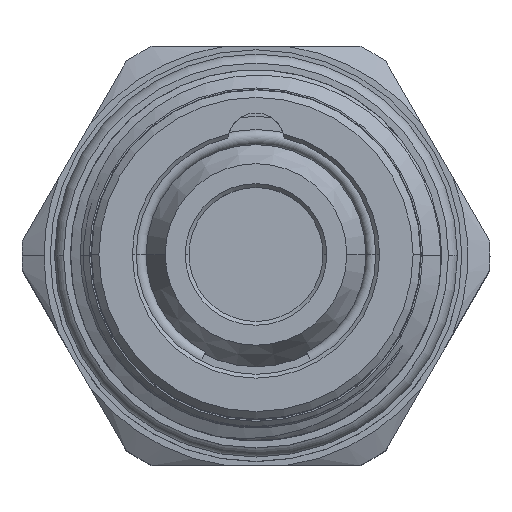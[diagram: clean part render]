
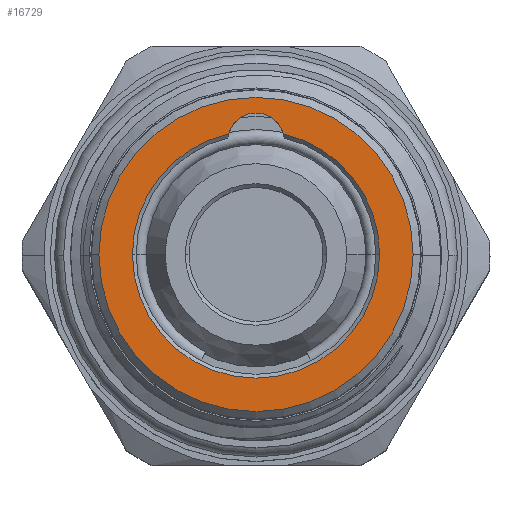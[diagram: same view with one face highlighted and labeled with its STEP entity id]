
A CAD part, top view. The second image highlights one B-rep face of the part: STEP entity #16729.
In plain terms, the highlighted planar face has unit normal (0, 0, 1).
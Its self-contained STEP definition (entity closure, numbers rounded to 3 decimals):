
#420 = CARTESIAN_POINT ( 'NONE',  ( 6.55, 0., 0. ) ) ;
#438 = CARTESIAN_POINT ( 'NONE',  ( -1.449, 6.388, 0. ) ) ;
#452 = CARTESIAN_POINT ( 'NONE',  ( 1.449, 6.388, 0. ) ) ;
#489 = CARTESIAN_POINT ( 'NONE',  ( 8.325, 0., 0. ) ) ;
#495 = CARTESIAN_POINT ( 'NONE',  ( -6.55, 0., 0. ) ) ;
#516 = CARTESIAN_POINT ( 'NONE',  ( -8.325, 0., 0. ) ) ;
#1097 = VERTEX_POINT ( 'NONE', #489 ) ;
#1259 = VERTEX_POINT ( 'NONE', #420 ) ;
#1336 = VERTEX_POINT ( 'NONE', #438 ) ;
#1454 = VERTEX_POINT ( 'NONE', #516 ) ;
#1471 = VERTEX_POINT ( 'NONE', #452 ) ;
#1505 = VERTEX_POINT ( 'NONE', #495 ) ;
#1889 = ORIENTED_EDGE ( 'NONE', *, *, #6385, .T. ) ;
#2045 = ORIENTED_EDGE ( 'NONE', *, *, #6318, .T. ) ;
#2263 = ORIENTED_EDGE ( 'NONE', *, *, #6473, .F. ) ;
#2270 = ORIENTED_EDGE ( 'NONE', *, *, #13874, .T. ) ;
#2278 = ORIENTED_EDGE ( 'NONE', *, *, #6474, .T. ) ;
#2283 = ORIENTED_EDGE ( 'NONE', *, *, #6406, .T. ) ;
#3133 = CARTESIAN_POINT ( 'NONE',  ( 0., 0., 0. ) ) ;
#3134 = DIRECTION ( 'NONE',  ( 0., 0., -1. ) ) ;
#3135 = DIRECTION ( 'NONE',  ( -1., 0., 0. ) ) ;
#3459 = CARTESIAN_POINT ( 'NONE',  ( 0., 0., 0. ) ) ;
#3460 = DIRECTION ( 'NONE',  ( 0., 0., -1. ) ) ;
#3462 = DIRECTION ( 'NONE',  ( -1., 0., 0. ) ) ;
#3487 = CARTESIAN_POINT ( 'NONE',  ( 0., 6., 0. ) ) ;
#3709 = CARTESIAN_POINT ( 'NONE',  ( 0., 0., 0. ) ) ;
#3754 = DIRECTION ( 'NONE',  ( 0., 0., 1. ) ) ;
#4049 = DIRECTION ( 'NONE',  ( 1., 0., 0. ) ) ;
#4185 = CARTESIAN_POINT ( 'NONE',  ( 0., 0., 0. ) ) ;
#4193 = DIRECTION ( 'NONE',  ( 0., 0., 1. ) ) ;
#4194 = DIRECTION ( 'NONE',  ( 1., 0., 0. ) ) ;
#4673 = CIRCLE ( 'NONE', #7605, 6.55 ) ;
#4718 = CARTESIAN_POINT ( 'NONE',  ( 0., 0., 0. ) ) ;
#4828 = DIRECTION ( 'NONE',  ( 0., 0., -1. ) ) ;
#4829 = DIRECTION ( 'NONE',  ( -1., 0., 0. ) ) ;
#5468 = EDGE_LOOP ( 'NONE', ( #2045, #2270, #2278, #2263 ) ) ;
#5793 = EDGE_LOOP ( 'NONE', ( #1889, #2283 ) ) ;
#6235 = DIRECTION ( 'NONE',  ( 1., 0., 0. ) ) ;
#6318 = EDGE_CURVE ( 'NONE', #1471, #1259, #4673, .T. ) ;
#6385 = EDGE_CURVE ( 'NONE', #1454, #1097, #10412, .T. ) ;
#6406 = EDGE_CURVE ( 'NONE', #1097, #1454, #10447, .T. ) ;
#6473 = EDGE_CURVE ( 'NONE', #1471, #1336, #10286, .T. ) ;
#6474 = EDGE_CURVE ( 'NONE', #1505, #1336, #10512, .T. ) ;
#7605 = AXIS2_PLACEMENT_3D ( 'NONE', #4718, #4828, #4829 ) ;
#9053 = CARTESIAN_POINT ( 'NONE',  ( 0., 0., 0. ) ) ;
#9054 = PLANE ( 'NONE',  #10200 ) ;
#9057 = DIRECTION ( 'NONE',  ( 0., 0., -1. ) ) ;
#9058 = DIRECTION ( 'NONE',  ( -1., 0., 0. ) ) ;
#10200 = AXIS2_PLACEMENT_3D ( 'NONE', #9053, #9057, #9058 ) ;
#10286 = CIRCLE ( 'NONE', #10844, 1.5 ) ;
#10412 = CIRCLE ( 'NONE', #10745, 8.325 ) ;
#10447 = CIRCLE ( 'NONE', #10779, 8.325 ) ;
#10512 = CIRCLE ( 'NONE', #10841, 6.55 ) ;
#10733 = AXIS2_PLACEMENT_3D ( 'NONE', #3133, #3134, #3135 ) ;
#10745 = AXIS2_PLACEMENT_3D ( 'NONE', #4185, #4193, #4194 ) ;
#10779 = AXIS2_PLACEMENT_3D ( 'NONE', #3709, #3754, #4049 ) ;
#10841 = AXIS2_PLACEMENT_3D ( 'NONE', #3459, #3460, #3462 ) ;
#10844 = AXIS2_PLACEMENT_3D ( 'NONE', #3487, #14386, #6235 ) ;
#11156 = FACE_BOUND ( 'NONE', #5468, .T. ) ;
#11160 = FACE_OUTER_BOUND ( 'NONE', #5793, .T. ) ;
#13874 = EDGE_CURVE ( 'NONE', #1259, #1505, #14236, .T. ) ;
#14236 = CIRCLE ( 'NONE', #10733, 6.55 ) ;
#14386 = DIRECTION ( 'NONE',  ( 0., 0., 1. ) ) ;
#16729 = ADVANCED_FACE ( 'NONE', ( #11156, #11160 ), #9054, .F. ) ;
